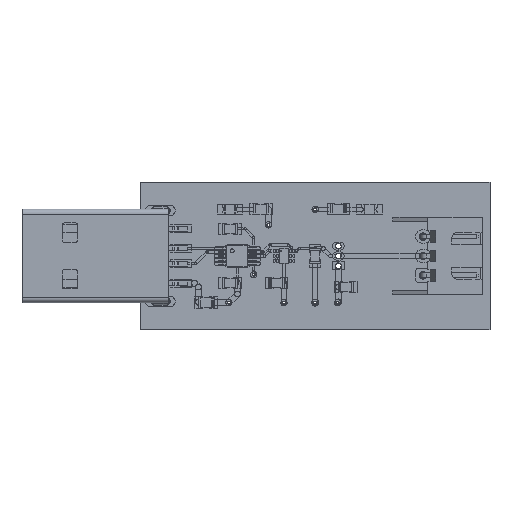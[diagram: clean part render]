
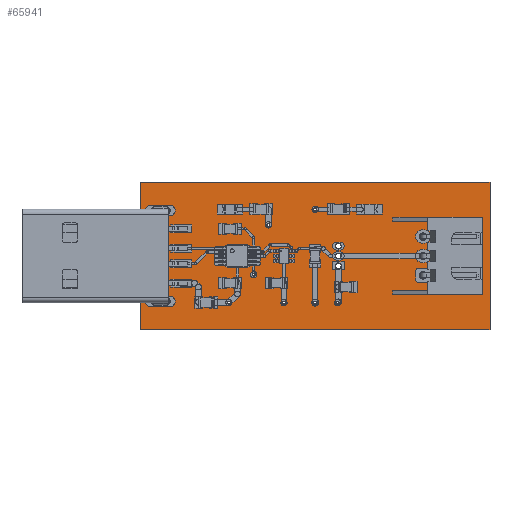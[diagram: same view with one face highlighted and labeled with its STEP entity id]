
A CAD part, top view. The second image highlights one B-rep face of the part: STEP entity #65941.
In plain terms, the highlighted planar face has unit normal (0, 0, 1).
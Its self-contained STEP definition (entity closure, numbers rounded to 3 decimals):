
#65592 = VERTEX_POINT('',#65593);
#65593 = CARTESIAN_POINT('',(123.,-114.5,1.6));
#65599 = EDGE_CURVE('',#65592,#65600,#65602,.T.);
#65600 = VERTEX_POINT('',#65601);
#65601 = CARTESIAN_POINT('',(78.,-114.5,1.6));
#65602 = LINE('',#65603,#65604);
#65603 = CARTESIAN_POINT('',(123.,-114.5,1.6));
#65604 = VECTOR('',#65605,1.);
#65605 = DIRECTION('',(-1.,0.,0.));
#65632 = VERTEX_POINT('',#65633);
#65633 = CARTESIAN_POINT('',(123.,-95.5,1.6));
#65639 = EDGE_CURVE('',#65632,#65592,#65640,.T.);
#65640 = LINE('',#65641,#65642);
#65641 = CARTESIAN_POINT('',(123.,-95.5,1.6));
#65642 = VECTOR('',#65643,1.);
#65643 = DIRECTION('',(0.,-1.,0.));
#65661 = EDGE_CURVE('',#65600,#65662,#65664,.T.);
#65662 = VERTEX_POINT('',#65663);
#65663 = CARTESIAN_POINT('',(78.,-95.5,1.6));
#65664 = LINE('',#65665,#65666);
#65665 = CARTESIAN_POINT('',(78.,-114.5,1.6));
#65666 = VECTOR('',#65667,1.);
#65667 = DIRECTION('',(0.,1.,0.));
#65941 = ADVANCED_FACE('',(#65942,#65953,#65989,#66000,#66011,#66022,
    #66033,#66044,#66055,#66066,#66077,#66088,#66124,#66135,#66146,
    #66157,#66168,#66179),#66190,.T.);
#65942 = FACE_BOUND('',#65943,.T.);
#65943 = EDGE_LOOP('',(#65944,#65945,#65946,#65952));
#65944 = ORIENTED_EDGE('',*,*,#65599,.F.);
#65945 = ORIENTED_EDGE('',*,*,#65639,.F.);
#65946 = ORIENTED_EDGE('',*,*,#65947,.F.);
#65947 = EDGE_CURVE('',#65662,#65632,#65948,.T.);
#65948 = LINE('',#65949,#65950);
#65949 = CARTESIAN_POINT('',(78.,-95.5,1.6));
#65950 = VECTOR('',#65951,1.);
#65951 = DIRECTION('',(1.,0.,0.));
#65952 = ORIENTED_EDGE('',*,*,#65661,.F.);
#65953 = FACE_BOUND('',#65954,.T.);
#65954 = EDGE_LOOP('',(#65955,#65966,#65974,#65983));
#65955 = ORIENTED_EDGE('',*,*,#65956,.T.);
#65956 = EDGE_CURVE('',#65957,#65959,#65961,.T.);
#65957 = VERTEX_POINT('',#65958);
#65958 = CARTESIAN_POINT('',(81.35,-110.35,1.6));
#65959 = VERTEX_POINT('',#65960);
#65960 = CARTESIAN_POINT('',(81.35,-111.35,1.6));
#65961 = CIRCLE('',#65962,0.5);
#65962 = AXIS2_PLACEMENT_3D('',#65963,#65964,#65965);
#65963 = CARTESIAN_POINT('',(81.35,-110.85,1.6));
#65964 = DIRECTION('',(-0.,0.,-1.));
#65965 = DIRECTION('',(-0.,-1.,0.));
#65966 = ORIENTED_EDGE('',*,*,#65967,.T.);
#65967 = EDGE_CURVE('',#65959,#65968,#65970,.T.);
#65968 = VERTEX_POINT('',#65969);
#65969 = CARTESIAN_POINT('',(79.85,-111.35,1.6));
#65970 = LINE('',#65971,#65972);
#65971 = CARTESIAN_POINT('',(39.925,-111.35,1.6));
#65972 = VECTOR('',#65973,1.);
#65973 = DIRECTION('',(-1.,0.,0.));
#65974 = ORIENTED_EDGE('',*,*,#65975,.T.);
#65975 = EDGE_CURVE('',#65968,#65976,#65978,.T.);
#65976 = VERTEX_POINT('',#65977);
#65977 = CARTESIAN_POINT('',(79.85,-110.35,1.6));
#65978 = CIRCLE('',#65979,0.5);
#65979 = AXIS2_PLACEMENT_3D('',#65980,#65981,#65982);
#65980 = CARTESIAN_POINT('',(79.85,-110.85,1.6));
#65981 = DIRECTION('',(-0.,0.,-1.));
#65982 = DIRECTION('',(0.,1.,0.));
#65983 = ORIENTED_EDGE('',*,*,#65984,.T.);
#65984 = EDGE_CURVE('',#65976,#65957,#65985,.T.);
#65985 = LINE('',#65986,#65987);
#65986 = CARTESIAN_POINT('',(40.675,-110.35,1.6));
#65987 = VECTOR('',#65988,1.);
#65988 = DIRECTION('',(1.,0.,-0.));
#65989 = FACE_BOUND('',#65990,.T.);
#65990 = EDGE_LOOP('',(#65991));
#65991 = ORIENTED_EDGE('',*,*,#65992,.T.);
#65992 = EDGE_CURVE('',#65993,#65993,#65995,.T.);
#65993 = VERTEX_POINT('',#65994);
#65994 = CARTESIAN_POINT('',(89.4,-111.2,1.6));
#65995 = CIRCLE('',#65996,0.2);
#65996 = AXIS2_PLACEMENT_3D('',#65997,#65998,#65999);
#65997 = CARTESIAN_POINT('',(89.4,-111.,1.6));
#65998 = DIRECTION('',(-0.,0.,-1.));
#65999 = DIRECTION('',(-0.,-1.,0.));
#66000 = FACE_BOUND('',#66001,.T.);
#66001 = EDGE_LOOP('',(#66002));
#66002 = ORIENTED_EDGE('',*,*,#66003,.T.);
#66003 = EDGE_CURVE('',#66004,#66004,#66006,.T.);
#66004 = VERTEX_POINT('',#66005);
#66005 = CARTESIAN_POINT('',(96.5,-111.2,1.6));
#66006 = CIRCLE('',#66007,0.2);
#66007 = AXIS2_PLACEMENT_3D('',#66008,#66009,#66010);
#66008 = CARTESIAN_POINT('',(96.5,-111.,1.6));
#66009 = DIRECTION('',(-0.,0.,-1.));
#66010 = DIRECTION('',(-0.,-1.,0.));
#66011 = FACE_BOUND('',#66012,.T.);
#66012 = EDGE_LOOP('',(#66013));
#66013 = ORIENTED_EDGE('',*,*,#66014,.T.);
#66014 = EDGE_CURVE('',#66015,#66015,#66017,.T.);
#66015 = VERTEX_POINT('',#66016);
#66016 = CARTESIAN_POINT('',(80.6,-107.95,1.6));
#66017 = CIRCLE('',#66018,0.7);
#66018 = AXIS2_PLACEMENT_3D('',#66019,#66020,#66021);
#66019 = CARTESIAN_POINT('',(80.6,-107.25,1.6));
#66020 = DIRECTION('',(-0.,0.,-1.));
#66021 = DIRECTION('',(-0.,-1.,0.));
#66022 = FACE_BOUND('',#66023,.T.);
#66023 = EDGE_LOOP('',(#66024));
#66024 = ORIENTED_EDGE('',*,*,#66025,.T.);
#66025 = EDGE_CURVE('',#66026,#66026,#66028,.T.);
#66026 = VERTEX_POINT('',#66027);
#66027 = CARTESIAN_POINT('',(92.6,-107.6,1.6));
#66028 = CIRCLE('',#66029,0.2);
#66029 = AXIS2_PLACEMENT_3D('',#66030,#66031,#66032);
#66030 = CARTESIAN_POINT('',(92.6,-107.4,1.6));
#66031 = DIRECTION('',(-0.,0.,-1.));
#66032 = DIRECTION('',(-0.,-1.,0.));
#66033 = FACE_BOUND('',#66034,.T.);
#66034 = EDGE_LOOP('',(#66035));
#66035 = ORIENTED_EDGE('',*,*,#66036,.T.);
#66036 = EDGE_CURVE('',#66037,#66037,#66039,.T.);
#66037 = VERTEX_POINT('',#66038);
#66038 = CARTESIAN_POINT('',(100.5,-111.2,1.6));
#66039 = CIRCLE('',#66040,0.2);
#66040 = AXIS2_PLACEMENT_3D('',#66041,#66042,#66043);
#66041 = CARTESIAN_POINT('',(100.5,-111.,1.6));
#66042 = DIRECTION('',(-0.,0.,-1.));
#66043 = DIRECTION('',(-0.,-1.,0.));
#66044 = FACE_BOUND('',#66045,.T.);
#66045 = EDGE_LOOP('',(#66046));
#66046 = ORIENTED_EDGE('',*,*,#66047,.T.);
#66047 = EDGE_CURVE('',#66048,#66048,#66050,.T.);
#66048 = VERTEX_POINT('',#66049);
#66049 = CARTESIAN_POINT('',(103.4,-111.2,1.6));
#66050 = CIRCLE('',#66051,0.2);
#66051 = AXIS2_PLACEMENT_3D('',#66052,#66053,#66054);
#66052 = CARTESIAN_POINT('',(103.4,-111.,1.6));
#66053 = DIRECTION('',(-0.,0.,-1.));
#66054 = DIRECTION('',(-0.,-1.,0.));
#66055 = FACE_BOUND('',#66056,.T.);
#66056 = EDGE_LOOP('',(#66057));
#66057 = ORIENTED_EDGE('',*,*,#66058,.T.);
#66058 = EDGE_CURVE('',#66059,#66059,#66061,.T.);
#66059 = VERTEX_POINT('',#66060);
#66060 = CARTESIAN_POINT('',(103.5,-106.645,1.6));
#66061 = CIRCLE('',#66062,0.375);
#66062 = AXIS2_PLACEMENT_3D('',#66063,#66064,#66065);
#66063 = CARTESIAN_POINT('',(103.5,-106.27,1.6));
#66064 = DIRECTION('',(-0.,0.,-1.));
#66065 = DIRECTION('',(-0.,-1.,0.));
#66066 = FACE_BOUND('',#66067,.T.);
#66067 = EDGE_LOOP('',(#66068));
#66068 = ORIENTED_EDGE('',*,*,#66069,.T.);
#66069 = EDGE_CURVE('',#66070,#66070,#66072,.T.);
#66070 = VERTEX_POINT('',#66071);
#66071 = CARTESIAN_POINT('',(114.4,-107.975,1.6));
#66072 = CIRCLE('',#66073,0.475);
#66073 = AXIS2_PLACEMENT_3D('',#66074,#66075,#66076);
#66074 = CARTESIAN_POINT('',(114.4,-107.5,1.6));
#66075 = DIRECTION('',(-0.,0.,-1.));
#66076 = DIRECTION('',(-0.,-1.,0.));
#66077 = FACE_BOUND('',#66078,.T.);
#66078 = EDGE_LOOP('',(#66079));
#66079 = ORIENTED_EDGE('',*,*,#66080,.T.);
#66080 = EDGE_CURVE('',#66081,#66081,#66083,.T.);
#66081 = VERTEX_POINT('',#66082);
#66082 = CARTESIAN_POINT('',(80.6,-103.45,1.6));
#66083 = CIRCLE('',#66084,0.7);
#66084 = AXIS2_PLACEMENT_3D('',#66085,#66086,#66087);
#66085 = CARTESIAN_POINT('',(80.6,-102.75,1.6));
#66086 = DIRECTION('',(-0.,0.,-1.));
#66087 = DIRECTION('',(-0.,-1.,0.));
#66088 = FACE_BOUND('',#66089,.T.);
#66089 = EDGE_LOOP('',(#66090,#66101,#66109,#66118));
#66090 = ORIENTED_EDGE('',*,*,#66091,.T.);
#66091 = EDGE_CURVE('',#66092,#66094,#66096,.T.);
#66092 = VERTEX_POINT('',#66093);
#66093 = CARTESIAN_POINT('',(81.35,-98.65,1.6));
#66094 = VERTEX_POINT('',#66095);
#66095 = CARTESIAN_POINT('',(81.35,-99.65,1.6));
#66096 = CIRCLE('',#66097,0.5);
#66097 = AXIS2_PLACEMENT_3D('',#66098,#66099,#66100);
#66098 = CARTESIAN_POINT('',(81.35,-99.15,1.6));
#66099 = DIRECTION('',(-0.,0.,-1.));
#66100 = DIRECTION('',(-0.,-1.,0.));
#66101 = ORIENTED_EDGE('',*,*,#66102,.T.);
#66102 = EDGE_CURVE('',#66094,#66103,#66105,.T.);
#66103 = VERTEX_POINT('',#66104);
#66104 = CARTESIAN_POINT('',(79.85,-99.65,1.6));
#66105 = LINE('',#66106,#66107);
#66106 = CARTESIAN_POINT('',(39.925,-99.65,1.6));
#66107 = VECTOR('',#66108,1.);
#66108 = DIRECTION('',(-1.,0.,0.));
#66109 = ORIENTED_EDGE('',*,*,#66110,.T.);
#66110 = EDGE_CURVE('',#66103,#66111,#66113,.T.);
#66111 = VERTEX_POINT('',#66112);
#66112 = CARTESIAN_POINT('',(79.85,-98.65,1.6));
#66113 = CIRCLE('',#66114,0.5);
#66114 = AXIS2_PLACEMENT_3D('',#66115,#66116,#66117);
#66115 = CARTESIAN_POINT('',(79.85,-99.15,1.6));
#66116 = DIRECTION('',(-0.,0.,-1.));
#66117 = DIRECTION('',(0.,1.,0.));
#66118 = ORIENTED_EDGE('',*,*,#66119,.T.);
#66119 = EDGE_CURVE('',#66111,#66092,#66120,.T.);
#66120 = LINE('',#66121,#66122);
#66121 = CARTESIAN_POINT('',(40.675,-98.65,1.6));
#66122 = VECTOR('',#66123,1.);
#66123 = DIRECTION('',(1.,0.,-0.));
#66124 = FACE_BOUND('',#66125,.T.);
#66125 = EDGE_LOOP('',(#66126));
#66126 = ORIENTED_EDGE('',*,*,#66127,.T.);
#66127 = EDGE_CURVE('',#66128,#66128,#66130,.T.);
#66128 = VERTEX_POINT('',#66129);
#66129 = CARTESIAN_POINT('',(94.5,-101.2,1.6));
#66130 = CIRCLE('',#66131,0.2);
#66131 = AXIS2_PLACEMENT_3D('',#66132,#66133,#66134);
#66132 = CARTESIAN_POINT('',(94.5,-101.,1.6));
#66133 = DIRECTION('',(-0.,0.,-1.));
#66134 = DIRECTION('',(-0.,-1.,0.));
#66135 = FACE_BOUND('',#66136,.T.);
#66136 = EDGE_LOOP('',(#66137));
#66137 = ORIENTED_EDGE('',*,*,#66138,.T.);
#66138 = EDGE_CURVE('',#66139,#66139,#66141,.T.);
#66139 = VERTEX_POINT('',#66140);
#66140 = CARTESIAN_POINT('',(103.5,-105.375,1.6));
#66141 = CIRCLE('',#66142,0.375);
#66142 = AXIS2_PLACEMENT_3D('',#66143,#66144,#66145);
#66143 = CARTESIAN_POINT('',(103.5,-105.,1.6));
#66144 = DIRECTION('',(-0.,0.,-1.));
#66145 = DIRECTION('',(-0.,-1.,0.));
#66146 = FACE_BOUND('',#66147,.T.);
#66147 = EDGE_LOOP('',(#66148));
#66148 = ORIENTED_EDGE('',*,*,#66149,.T.);
#66149 = EDGE_CURVE('',#66150,#66150,#66152,.T.);
#66150 = VERTEX_POINT('',#66151);
#66151 = CARTESIAN_POINT('',(103.5,-104.105,1.6));
#66152 = CIRCLE('',#66153,0.375);
#66153 = AXIS2_PLACEMENT_3D('',#66154,#66155,#66156);
#66154 = CARTESIAN_POINT('',(103.5,-103.73,1.6));
#66155 = DIRECTION('',(-0.,0.,-1.));
#66156 = DIRECTION('',(-0.,-1.,0.));
#66157 = FACE_BOUND('',#66158,.T.);
#66158 = EDGE_LOOP('',(#66159));
#66159 = ORIENTED_EDGE('',*,*,#66160,.T.);
#66160 = EDGE_CURVE('',#66161,#66161,#66163,.T.);
#66161 = VERTEX_POINT('',#66162);
#66162 = CARTESIAN_POINT('',(114.4,-105.475,1.6));
#66163 = CIRCLE('',#66164,0.475);
#66164 = AXIS2_PLACEMENT_3D('',#66165,#66166,#66167);
#66165 = CARTESIAN_POINT('',(114.4,-105.,1.6));
#66166 = DIRECTION('',(-0.,0.,-1.));
#66167 = DIRECTION('',(-0.,-1.,0.));
#66168 = FACE_BOUND('',#66169,.T.);
#66169 = EDGE_LOOP('',(#66170));
#66170 = ORIENTED_EDGE('',*,*,#66171,.T.);
#66171 = EDGE_CURVE('',#66172,#66172,#66174,.T.);
#66172 = VERTEX_POINT('',#66173);
#66173 = CARTESIAN_POINT('',(114.4,-102.975,1.6));
#66174 = CIRCLE('',#66175,0.475);
#66175 = AXIS2_PLACEMENT_3D('',#66176,#66177,#66178);
#66176 = CARTESIAN_POINT('',(114.4,-102.5,1.6));
#66177 = DIRECTION('',(-0.,0.,-1.));
#66178 = DIRECTION('',(-0.,-1.,0.));
#66179 = FACE_BOUND('',#66180,.T.);
#66180 = EDGE_LOOP('',(#66181));
#66181 = ORIENTED_EDGE('',*,*,#66182,.T.);
#66182 = EDGE_CURVE('',#66183,#66183,#66185,.T.);
#66183 = VERTEX_POINT('',#66184);
#66184 = CARTESIAN_POINT('',(100.5,-99.2,1.6));
#66185 = CIRCLE('',#66186,0.2);
#66186 = AXIS2_PLACEMENT_3D('',#66187,#66188,#66189);
#66187 = CARTESIAN_POINT('',(100.5,-99.,1.6));
#66188 = DIRECTION('',(-0.,0.,-1.));
#66189 = DIRECTION('',(-0.,-1.,0.));
#66190 = PLANE('',#66191);
#66191 = AXIS2_PLACEMENT_3D('',#66192,#66193,#66194);
#66192 = CARTESIAN_POINT('',(0.,0.,1.6));
#66193 = DIRECTION('',(0.,0.,1.));
#66194 = DIRECTION('',(1.,0.,-0.));
